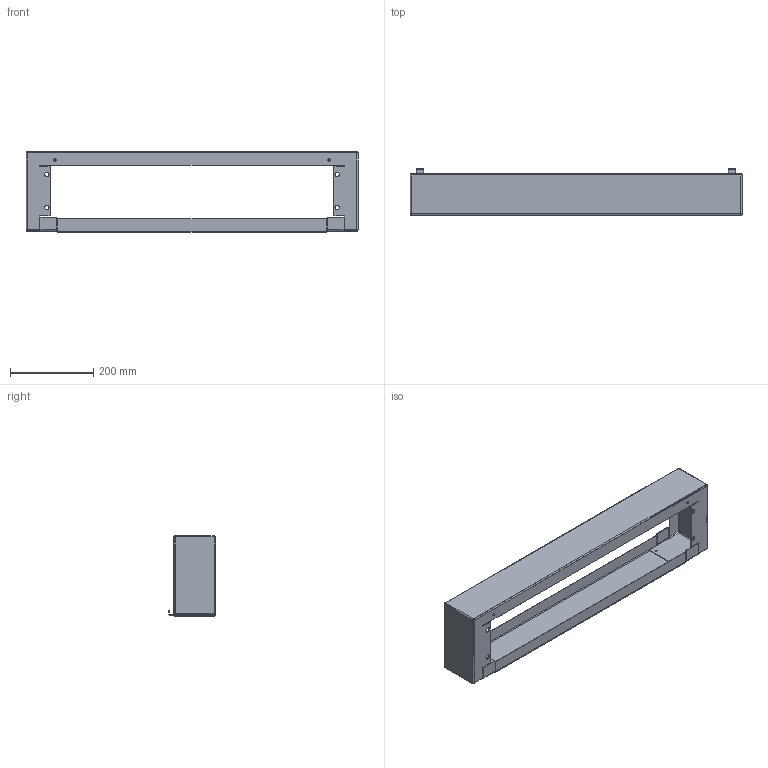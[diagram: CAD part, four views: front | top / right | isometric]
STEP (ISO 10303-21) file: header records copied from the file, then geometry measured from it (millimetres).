
FILE_DESCRIPTION(('STEP AP214'),'1');
FILE_NAME('cctmp_3C9CB01B-C47D-4C11-BEB1-8923160C78B9_2023_07_22_15_42_50_0682..stp','2023-07-22T13:42:51',('SIEMENS A&D'),('CADClick - www.CADClick.com'),'Spatial InterOp 3D postprocessed',' ','unknown authorization');
FILE_SCHEMA(('AUTOMOTIVE_DESIGN'));
Length unit declared in the file: millimetre
Products named in the file (3): cc_unnamed; 2023_07_22_15_42_50_0675; 2023_07_22_15_42_50_0671
Assembly tree (2 placements, depth 2):
  cc_unnamed
    2023_07_22_15_42_50_0675
    2023_07_22_15_42_50_0671
Bounding box: 800 x 112.5 x 194.5 mm (x, y, z)
Volume: 477736.9 mm3; surface area: 644874.4 mm2
Topology: 2 solids, 2 shells, 204 faces, 562 edges, 352 vertices
Faces by surface type: plane 114, cylinder 74, torus 8, sphere 8
Entity records: 7165 total; most frequent: DIRECTION 1144, CARTESIAN_POINT 1113, ORIENTED_EDGE 1108, EDGE_CURVE 554, AXIS2_PLACEMENT_3D 383, LINE 378, VECTOR 378, VERTEX_POINT 352
